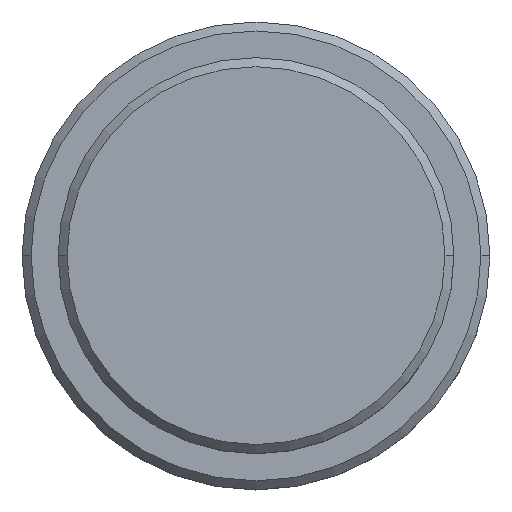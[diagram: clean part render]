
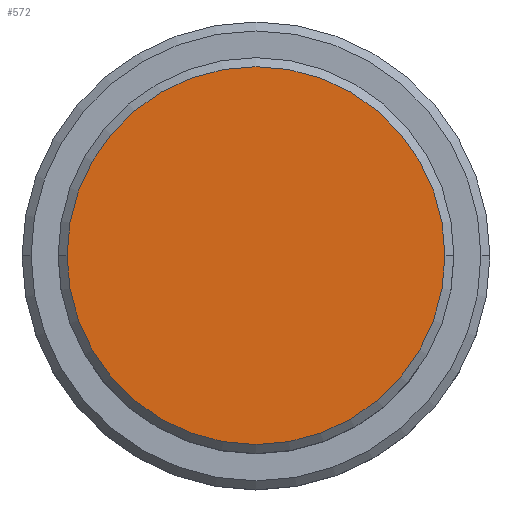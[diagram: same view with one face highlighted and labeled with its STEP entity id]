
A CAD part, top view. The second image highlights one B-rep face of the part: STEP entity #572.
In plain terms, the highlighted planar face has unit normal (0, 0, 1).
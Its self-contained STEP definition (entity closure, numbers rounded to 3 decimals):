
#9 = CARTESIAN_POINT ( 'NONE',  ( 10.5, 0., 0. ) ) ;
#155 = DIRECTION ( 'NONE',  ( 1., 0., 0. ) ) ;
#167 = DIRECTION ( 'NONE',  ( 0., 0., 1. ) ) ;
#232 = CARTESIAN_POINT ( 'NONE',  ( 0., 0., 0. ) ) ;
#250 = AXIS2_PLACEMENT_3D ( 'NONE', #232, #167, #251 ) ;
#251 = DIRECTION ( 'NONE',  ( 1., 0., 0. ) ) ;
#354 = CARTESIAN_POINT ( 'NONE',  ( -10.5, 0., 0. ) ) ;
#415 = VERTEX_POINT ( 'NONE', #354 ) ;
#489 = CARTESIAN_POINT ( 'NONE',  ( 0., 0., 0. ) ) ;
#500 = AXIS2_PLACEMENT_3D ( 'NONE', #718, #1371, #155 ) ;
#503 = FACE_OUTER_BOUND ( 'NONE', #752, .T. ) ;
#517 = EDGE_CURVE ( 'NONE', #415, #1142, #636, .T. ) ;
#572 = ADVANCED_FACE ( 'NONE', ( #503 ), #952, .T. ) ;
#636 = CIRCLE ( 'NONE', #1224, 10.5 ) ;
#649 = EDGE_CURVE ( 'NONE', #1142, #415, #876, .T. ) ;
#699 = DIRECTION ( 'NONE',  ( 0., 0., 1. ) ) ;
#718 = CARTESIAN_POINT ( 'NONE',  ( 0., 0., 0. ) ) ;
#752 = EDGE_LOOP ( 'NONE', ( #994, #1284 ) ) ;
#876 = CIRCLE ( 'NONE', #250, 10.5 ) ;
#952 = PLANE ( 'NONE',  #500 ) ;
#994 = ORIENTED_EDGE ( 'NONE', *, *, #517, .T. ) ;
#1142 = VERTEX_POINT ( 'NONE', #9 ) ;
#1224 = AXIS2_PLACEMENT_3D ( 'NONE', #489, #699, #1279 ) ;
#1279 = DIRECTION ( 'NONE',  ( 1., 0., 0. ) ) ;
#1284 = ORIENTED_EDGE ( 'NONE', *, *, #649, .T. ) ;
#1371 = DIRECTION ( 'NONE',  ( 0., 0., 1. ) ) ;
